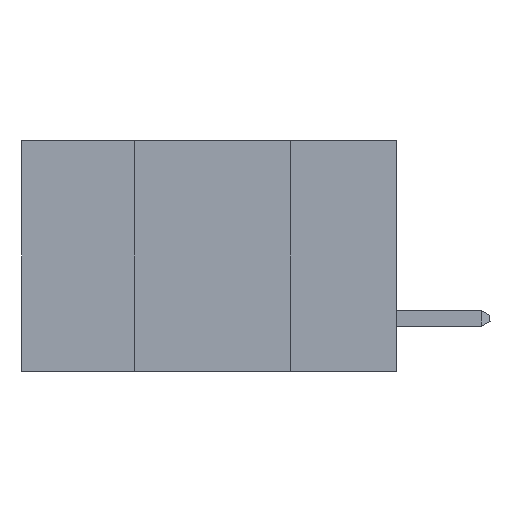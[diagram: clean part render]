
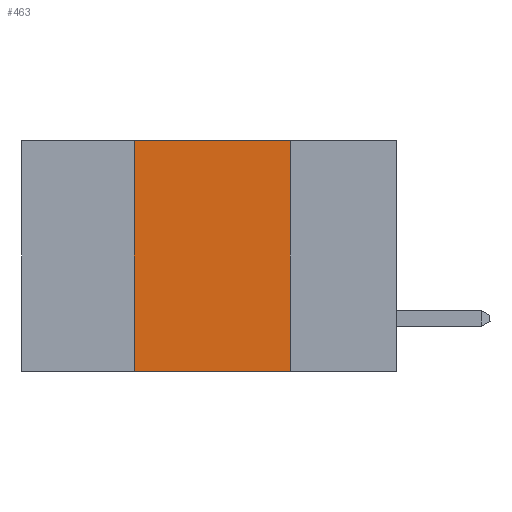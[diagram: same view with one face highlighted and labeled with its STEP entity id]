
A CAD part, left-side view. The second image highlights one B-rep face of the part: STEP entity #463.
In plain terms, the highlighted planar face has unit normal (-1, 0, 0).
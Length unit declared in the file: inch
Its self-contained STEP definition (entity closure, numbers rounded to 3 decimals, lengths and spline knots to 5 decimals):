
#155 = CARTESIAN_POINT ( 'NONE',  ( 0., 0.17, 0. ) ) ;
#276 = CARTESIAN_POINT ( 'NONE',  ( 0., 0.6, 0. ) ) ;
#364 = CARTESIAN_POINT ( 'NONE',  ( 0., 0.17, -0.37 ) ) ;
#463 = ADVANCED_FACE ( 'NONE', ( #27602 ), #1866, .F. ) ;
#519 = EDGE_LOOP ( 'NONE', ( #5918, #22524, #3656, #6104 ) ) ;
#1178 = DIRECTION ( 'NONE',  ( 0., -1., 0. ) ) ;
#1548 = CARTESIAN_POINT ( 'NONE',  ( 0., 0.42, 0. ) ) ;
#1866 = PLANE ( 'NONE',  #13995 ) ;
#2188 = LINE ( 'NONE', #18806, #13239 ) ;
#2237 = VERTEX_POINT ( 'NONE', #364 ) ;
#2357 = CARTESIAN_POINT ( 'NONE',  ( 0., 0.6, 0. ) ) ;
#2533 = DIRECTION ( 'NONE',  ( 0., -1., 0. ) ) ;
#3656 = ORIENTED_EDGE ( 'NONE', *, *, #17956, .F. ) ;
#5412 = CARTESIAN_POINT ( 'NONE',  ( 0., 0.42, 0. ) ) ;
#5918 = ORIENTED_EDGE ( 'NONE', *, *, #26615, .F. ) ;
#6104 = ORIENTED_EDGE ( 'NONE', *, *, #12081, .T. ) ;
#9224 = EDGE_CURVE ( 'NONE', #16813, #13760, #22124, .T. ) ;
#9847 = VECTOR ( 'NONE', #2533, 39.37008 ) ;
#10299 = LINE ( 'NONE', #5412, #26902 ) ;
#12081 = EDGE_CURVE ( 'NONE', #17532, #2237, #2188, .T. ) ;
#13239 = VECTOR ( 'NONE', #1178, 39.37008 ) ;
#13414 = DIRECTION ( 'NONE',  ( 0., 0., -1. ) ) ;
#13760 = VERTEX_POINT ( 'NONE', #155 ) ;
#13995 = AXIS2_PLACEMENT_3D ( 'NONE', #2357, #22183, #13414 ) ;
#14807 = VECTOR ( 'NONE', #22282, 39.37008 ) ;
#16813 = VERTEX_POINT ( 'NONE', #1548 ) ;
#17532 = VERTEX_POINT ( 'NONE', #21395 ) ;
#17956 = EDGE_CURVE ( 'NONE', #17532, #16813, #10299, .T. ) ;
#18806 = CARTESIAN_POINT ( 'NONE',  ( 0., 0.6, -0.37 ) ) ;
#20114 = CARTESIAN_POINT ( 'NONE',  ( 0., 0.17, 0. ) ) ;
#20709 = DIRECTION ( 'NONE',  ( 0., 0., 1. ) ) ;
#21395 = CARTESIAN_POINT ( 'NONE',  ( 0., 0.42, -0.37 ) ) ;
#22124 = LINE ( 'NONE', #276, #9847 ) ;
#22183 = DIRECTION ( 'NONE',  ( 1., 0., 0. ) ) ;
#22282 = DIRECTION ( 'NONE',  ( 0., 0., -1. ) ) ;
#22524 = ORIENTED_EDGE ( 'NONE', *, *, #9224, .F. ) ;
#26262 = LINE ( 'NONE', #20114, #14807 ) ;
#26615 = EDGE_CURVE ( 'NONE', #13760, #2237, #26262, .T. ) ;
#26902 = VECTOR ( 'NONE', #20709, 39.37008 ) ;
#27602 = FACE_OUTER_BOUND ( 'NONE', #519, .T. ) ;
